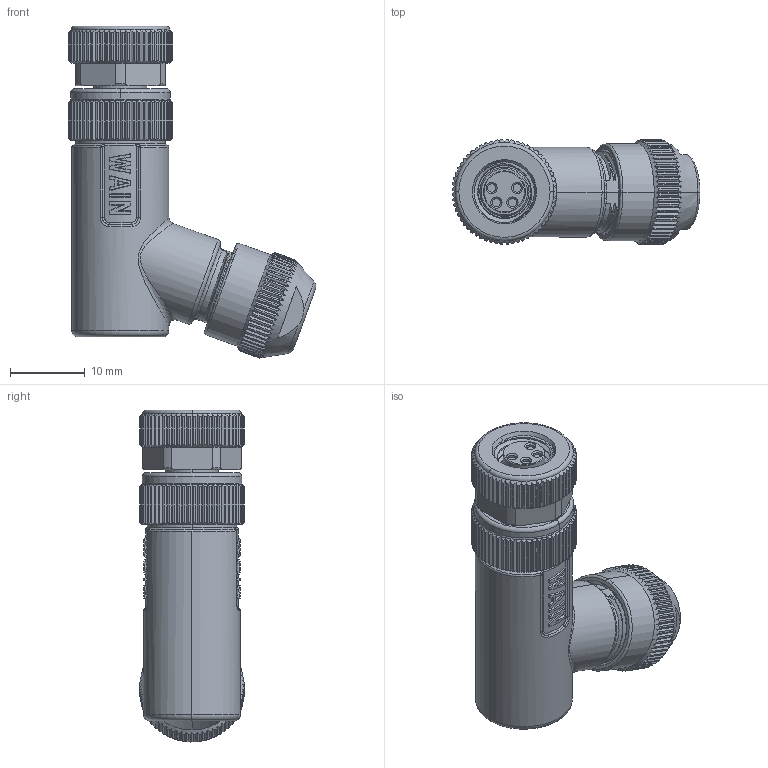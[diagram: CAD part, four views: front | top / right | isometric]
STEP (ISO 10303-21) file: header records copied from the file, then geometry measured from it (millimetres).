
FILE_DESCRIPTION((''),'2;1');
FILE_NAME('2D_1620045022003_M8-F04-S-D5_5-','2024-01-17T',('12524'),(''),'PRO/ENGINEER BY PARAMETRIC TECHNOLOGY CORPORATION, 2012480','PRO/ENGINEER BY PARAMETRIC TECHNOLOGY CORPORATION, 2012480','');
FILE_SCHEMA(('CONFIG_CONTROL_DESIGN'));
Products named in the file (1): 2D_1620045022003_M8-F04-S-D5_5-
Bounding box: 33.15 x 13.99 x 44.44 mm (x, y, z)
Volume: 7614.6 mm3; surface area: 5088.2 mm2
Topology: 2 solids, 11 shells, 1258 faces, 3677 edges, 2432 vertices
Faces by surface type: plane 529, cylinder 405, bspline 166, cone 121, torus 30, sphere 4, extrusion 3
Entity records: 55873 total; most frequent: CARTESIAN_POINT 25309, ORIENTED_EDGE 7346, DIRECTION 5112, EDGE_CURVE 3673, VERTEX_POINT 2432, AXIS2_PLACEMENT_3D 1953, B_SPLINE_CURVE_WITH_KNOTS 1609, EDGE_LOOP 1301
